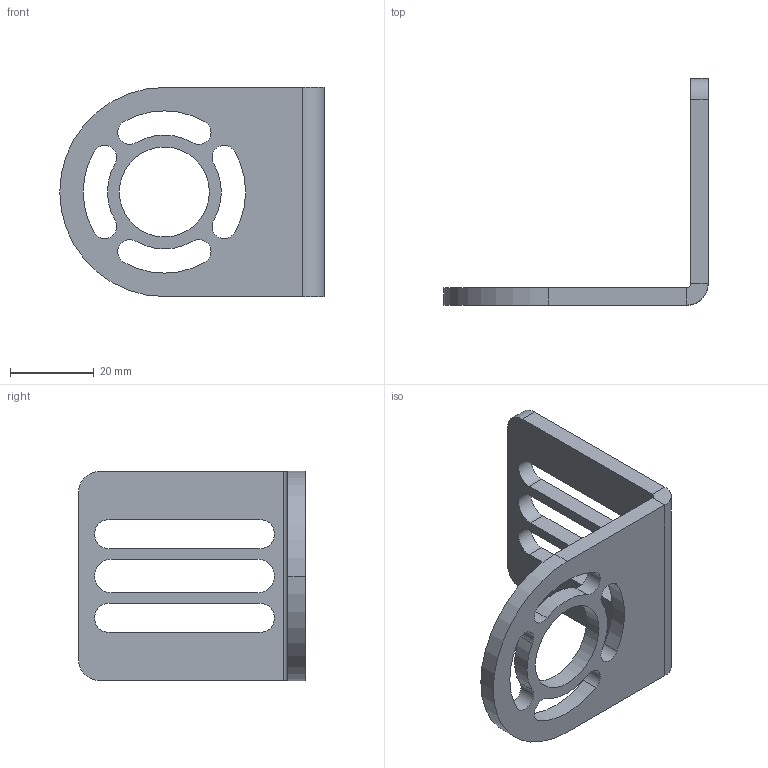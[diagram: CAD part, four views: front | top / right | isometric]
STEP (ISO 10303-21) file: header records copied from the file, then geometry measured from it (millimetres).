
FILE_DESCRIPTION((''),'2;1');
FILE_NAME('215073_ASM','2019-11-19T11:02:36',('pdmadmin'),('BANNER ENGINEERING'),'CREO PARAMETRIC BY PTC INC, 2018300','CREO PARAMETRIC BY PTC INC, 2018300','');
FILE_SCHEMA(('CONFIG_CONTROL_DESIGN'));
Length unit declared in the file: millimetre
Products named in the file (2): 115091; 215073_ASM
Assembly tree (1 placements, depth 2):
  215073_ASM
    115091
Bounding box: 63.2 x 54.2 x 50 mm (x, y, z)
Volume: 14840 mm3; surface area: 10686.1 mm2
Topology: 1 solids, 1 shells, 220 faces, 622 edges, 412 vertices
Faces by surface type: plane 190, cylinder 30
Entity records: 7121 total; most frequent: CARTESIAN_POINT 1257, ORIENTED_EDGE 1244, DIRECTION 1128, EDGE_CURVE 622, VECTOR 562, LINE 562, VERTEX_POINT 412, AXIS2_PLACEMENT_3D 283
